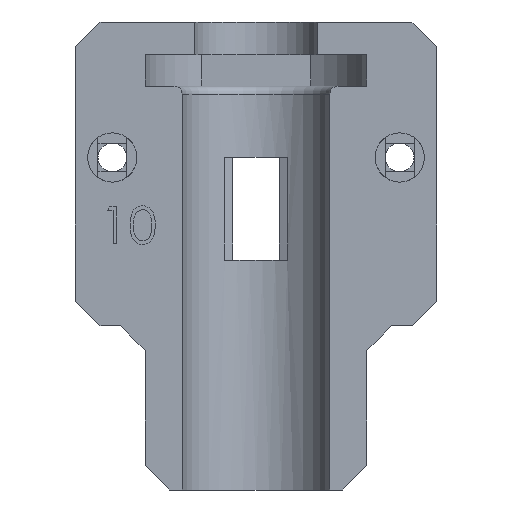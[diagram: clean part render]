
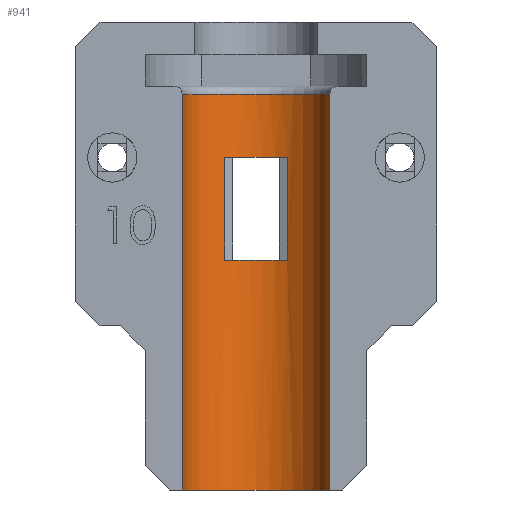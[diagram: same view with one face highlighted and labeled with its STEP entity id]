
A CAD part, front view. The second image highlights one B-rep face of the part: STEP entity #941.
In plain terms, the highlighted cylindrical face has radius 9 mm (diameter 18 mm), a partial arc.
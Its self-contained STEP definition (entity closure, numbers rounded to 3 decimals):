
#51 = EDGE_CURVE ( 'NONE', #3415, #5551, #4697, .T. ) ;
#81 = ORIENTED_EDGE ( 'NONE', *, *, #421, .T. ) ;
#125 = AXIS2_PLACEMENT_3D ( 'NONE', #1533, #4142, #5504 ) ;
#158 = CARTESIAN_POINT ( 'NONE',  ( 3.804, -15.343, -9. ) ) ;
#163 = VECTOR ( 'NONE', #2177, 1000. ) ;
#294 = EDGE_LOOP ( 'NONE', ( #3103, #2962, #574, #3443 ) ) ;
#340 = DIRECTION ( 'NONE',  ( -1., 0., 0. ) ) ;
#418 = CARTESIAN_POINT ( 'NONE',  ( 0., -23.5, -9. ) ) ;
#421 = EDGE_CURVE ( 'NONE', #3415, #5325, #3935, .T. ) ;
#473 = CARTESIAN_POINT ( 'NONE',  ( 9., -23.5, -37. ) ) ;
#574 = ORIENTED_EDGE ( 'NONE', *, *, #4226, .T. ) ;
#595 = LINE ( 'NONE', #2244, #5566 ) ;
#648 = LINE ( 'NONE', #3279, #4048 ) ;
#682 = CIRCLE ( 'NONE', #125, 9. ) ;
#814 = CARTESIAN_POINT ( 'NONE',  ( 3.804, -15.343, 3.5 ) ) ;
#941 = ADVANCED_FACE ( 'NONE', ( #1973, #1150 ), #2881, .F. ) ;
#957 = DIRECTION ( 'NONE',  ( 0., 0., 1. ) ) ;
#989 = VERTEX_POINT ( 'NONE', #1916 ) ;
#1035 = ORIENTED_EDGE ( 'NONE', *, *, #51, .F. ) ;
#1037 = CIRCLE ( 'NONE', #5222, 9. ) ;
#1121 = DIRECTION ( 'NONE',  ( 0., 0., 1. ) ) ;
#1150 = FACE_OUTER_BOUND ( 'NONE', #1271, .T. ) ;
#1271 = EDGE_LOOP ( 'NONE', ( #81, #1915, #1364, #1035 ) ) ;
#1330 = EDGE_CURVE ( 'NONE', #2712, #2796, #4497, .T. ) ;
#1339 = DIRECTION ( 'NONE',  ( -1., 0., 0. ) ) ;
#1364 = ORIENTED_EDGE ( 'NONE', *, *, #4785, .F. ) ;
#1533 = CARTESIAN_POINT ( 'NONE',  ( 0., -23.5, 11.2 ) ) ;
#1638 = CARTESIAN_POINT ( 'NONE',  ( -3.804, -15.343, -9. ) ) ;
#1653 = CARTESIAN_POINT ( 'NONE',  ( 0., -23.5, -37. ) ) ;
#1694 = CARTESIAN_POINT ( 'NONE',  ( 9., -23.5, 11.2 ) ) ;
#1696 = VERTEX_POINT ( 'NONE', #814 ) ;
#1915 = ORIENTED_EDGE ( 'NONE', *, *, #2634, .T. ) ;
#1916 = CARTESIAN_POINT ( 'NONE',  ( -3.804, -15.343, 3.5 ) ) ;
#1962 = VERTEX_POINT ( 'NONE', #4288 ) ;
#1973 = FACE_BOUND ( 'NONE', #294, .T. ) ;
#2177 = DIRECTION ( 'NONE',  ( 0., 0., 1. ) ) ;
#2179 = CARTESIAN_POINT ( 'NONE',  ( 3.804, -15.343, -34.549 ) ) ;
#2244 = CARTESIAN_POINT ( 'NONE',  ( -3.804, -15.343, -34.549 ) ) ;
#2295 = VECTOR ( 'NONE', #4758, 1000. ) ;
#2388 = DIRECTION ( 'NONE',  ( 0., 0., 1. ) ) ;
#2557 = DIRECTION ( 'NONE',  ( 0., 0., 1. ) ) ;
#2634 = EDGE_CURVE ( 'NONE', #5325, #1962, #682, .T. ) ;
#2688 = DIRECTION ( 'NONE',  ( 1., 0., 0. ) ) ;
#2712 = VERTEX_POINT ( 'NONE', #158 ) ;
#2796 = VERTEX_POINT ( 'NONE', #1638 ) ;
#2881 = CYLINDRICAL_SURFACE ( 'NONE', #3219, 9. ) ;
#2911 = CARTESIAN_POINT ( 'NONE',  ( -9., -23.5, -37. ) ) ;
#2962 = ORIENTED_EDGE ( 'NONE', *, *, #1330, .T. ) ;
#3103 = ORIENTED_EDGE ( 'NONE', *, *, #4946, .F. ) ;
#3129 = CARTESIAN_POINT ( 'NONE',  ( 0., -23.5, 3.5 ) ) ;
#3219 = AXIS2_PLACEMENT_3D ( 'NONE', #3233, #1121, #5489 ) ;
#3233 = CARTESIAN_POINT ( 'NONE',  ( 0., -23.5, -34.549 ) ) ;
#3279 = CARTESIAN_POINT ( 'NONE',  ( -9., -23.5, -34.549 ) ) ;
#3415 = VERTEX_POINT ( 'NONE', #473 ) ;
#3443 = ORIENTED_EDGE ( 'NONE', *, *, #5060, .F. ) ;
#3793 = AXIS2_PLACEMENT_3D ( 'NONE', #1653, #2557, #340 ) ;
#3935 = LINE ( 'NONE', #5592, #163 ) ;
#4048 = VECTOR ( 'NONE', #2388, 1000. ) ;
#4142 = DIRECTION ( 'NONE',  ( 0., 0., 1. ) ) ;
#4226 = EDGE_CURVE ( 'NONE', #2796, #989, #595, .T. ) ;
#4288 = CARTESIAN_POINT ( 'NONE',  ( -9., -23.5, 11.2 ) ) ;
#4313 = AXIS2_PLACEMENT_3D ( 'NONE', #418, #5330, #1339 ) ;
#4497 = CIRCLE ( 'NONE', #4313, 9. ) ;
#4697 = CIRCLE ( 'NONE', #3793, 9. ) ;
#4758 = DIRECTION ( 'NONE',  ( 0., 0., 1. ) ) ;
#4785 = EDGE_CURVE ( 'NONE', #5551, #1962, #648, .T. ) ;
#4946 = EDGE_CURVE ( 'NONE', #2712, #1696, #5183, .T. ) ;
#5060 = EDGE_CURVE ( 'NONE', #1696, #989, #1037, .T. ) ;
#5183 = LINE ( 'NONE', #2179, #2295 ) ;
#5222 = AXIS2_PLACEMENT_3D ( 'NONE', #3129, #957, #2688 ) ;
#5302 = DIRECTION ( 'NONE',  ( 0., 0., 1. ) ) ;
#5325 = VERTEX_POINT ( 'NONE', #1694 ) ;
#5330 = DIRECTION ( 'NONE',  ( 0., 0., 1. ) ) ;
#5489 = DIRECTION ( 'NONE',  ( 1., 0., 0. ) ) ;
#5504 = DIRECTION ( 'NONE',  ( 1., 0., 0. ) ) ;
#5551 = VERTEX_POINT ( 'NONE', #2911 ) ;
#5566 = VECTOR ( 'NONE', #5302, 1000. ) ;
#5592 = CARTESIAN_POINT ( 'NONE',  ( 9., -23.5, -34.549 ) ) ;
